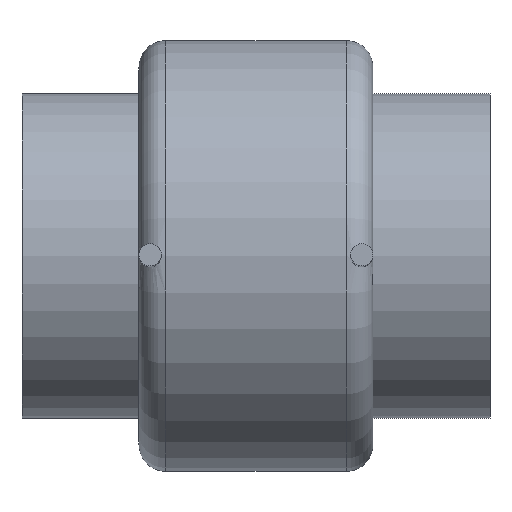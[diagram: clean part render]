
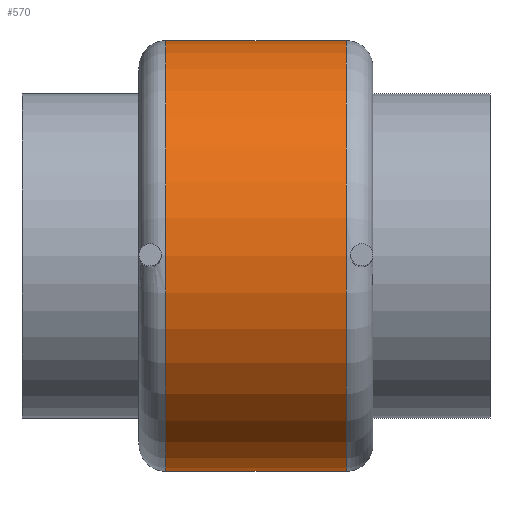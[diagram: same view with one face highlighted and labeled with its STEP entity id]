
A CAD part, top view. The second image highlights one B-rep face of the part: STEP entity #570.
In plain terms, the highlighted cylindrical face has radius 10.287 mm (diameter 20.574 mm), a partial arc.
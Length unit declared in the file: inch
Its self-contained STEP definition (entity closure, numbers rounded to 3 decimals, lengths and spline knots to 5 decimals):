
#220=DIRECTION('',(1.,0.,0.));
#221=VECTOR('',#220,0.34);
#222=CARTESIAN_POINT('',(-0.17,-0.405,0.));
#223=LINE('',#222,#221);
#229=CARTESIAN_POINT('',(0.17,0.,0.));
#230=DIRECTION('',(1.,0.,0.));
#231=DIRECTION('',(0.,1.,0.));
#232=AXIS2_PLACEMENT_3D('',#229,#230,#231);
#234=CARTESIAN_POINT('',(-0.17,0.,0.));
#235=DIRECTION('',(-1.,0.,0.));
#236=DIRECTION('',(0.,-1.,0.));
#237=AXIS2_PLACEMENT_3D('',#234,#235,#236);
#239=DIRECTION('',(1.,0.,0.));
#240=VECTOR('',#239,0.34);
#241=CARTESIAN_POINT('',(-0.17,0.405,0.));
#242=LINE('',#241,#240);
#269=CARTESIAN_POINT('',(0.17,0.405,0.));
#270=CARTESIAN_POINT('',(0.17,-0.405,0.));
#271=VERTEX_POINT('',#269);
#272=VERTEX_POINT('',#270);
#277=CARTESIAN_POINT('',(-0.17,-0.405,0.));
#278=CARTESIAN_POINT('',(-0.17,0.405,0.));
#279=VERTEX_POINT('',#277);
#280=VERTEX_POINT('',#278);
#559=CARTESIAN_POINT('',(-0.22,0.,0.));
#560=DIRECTION('',(1.,0.,0.));
#561=DIRECTION('',(0.,-1.,0.));
#562=AXIS2_PLACEMENT_3D('',#559,#560,#561);
#563=CYLINDRICAL_SURFACE('',#562,0.405);
#564=ORIENTED_EDGE('',*,*,#413,.T.);
#565=ORIENTED_EDGE('',*,*,#542,.F.);
#566=ORIENTED_EDGE('',*,*,#499,.T.);
#567=ORIENTED_EDGE('',*,*,#539,.T.);
#568=EDGE_LOOP('',(#564,#565,#566,#567));
#569=FACE_OUTER_BOUND('',#568,.F.);
#233=CIRCLE('',#232,0.405);
#238=CIRCLE('',#237,0.405);
#413=EDGE_CURVE('',#271,#272,#233,.T.);
#499=EDGE_CURVE('',#279,#280,#238,.T.);
#539=EDGE_CURVE('',#280,#271,#242,.T.);
#542=EDGE_CURVE('',#279,#272,#223,.T.);
#570=ADVANCED_FACE('',(#569),#563,.T.);
